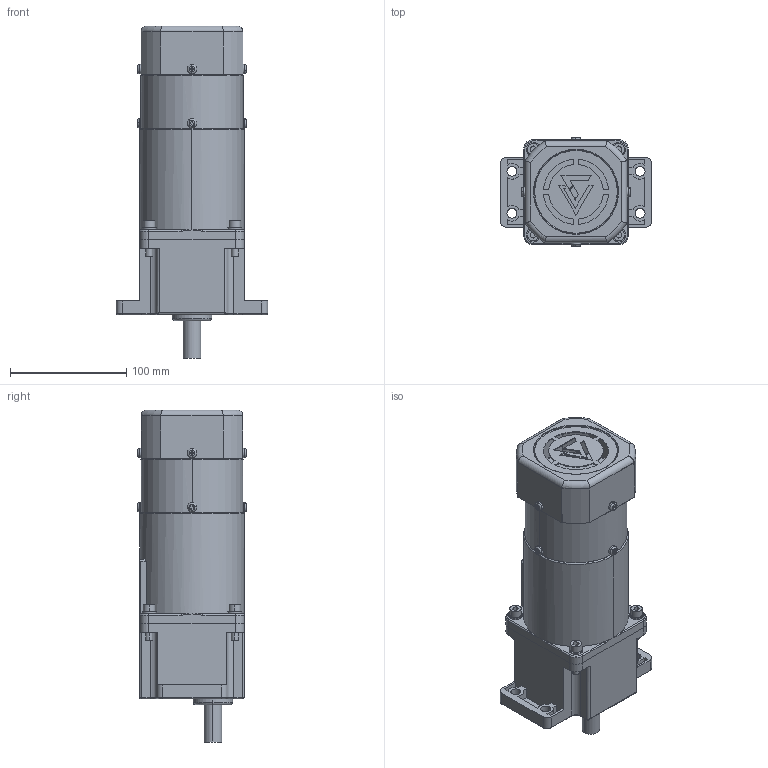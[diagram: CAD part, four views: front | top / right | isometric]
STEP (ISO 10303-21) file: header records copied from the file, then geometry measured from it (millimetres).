
FILE_DESCRIPTION (( 'STEP AP203' ), '1' );
FILE_NAME ('5RK40.60GU-CMF+眊极.STEP', '2022-08-25T03:07:53', ( '' ), ( 'Microsoft' ), 'SwSTEP 2.0', 'SolidWorks 2020', '' );
FILE_SCHEMA (( 'CONFIG_CONTROL_DESIGN' ));
Length unit declared in the file: millimetre
Products named in the file (1): 5RK40.60GU-CMF+眊极
Bounding box: 130 x 93.6 x 285 mm (x, y, z)
Surface area: 153435.9 mm2 (no closed solid volume)
Topology: 0 solids, 34 shells, 500 faces, 1419 edges, 930 vertices
Faces by surface type: plane 233, cylinder 169, torus 62, cone 26, bspline 10
Entity records: 17731 total; most frequent: CARTESIAN_POINT 4548, DIRECTION 2864, ORIENTED_EDGE 2468, EDGE_CURVE 1409, AXIS2_PLACEMENT_3D 1026, VERTEX_POINT 930, LINE 812, VECTOR 812
